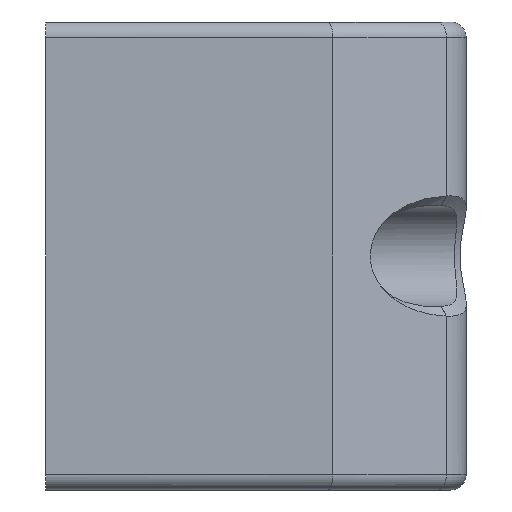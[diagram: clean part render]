
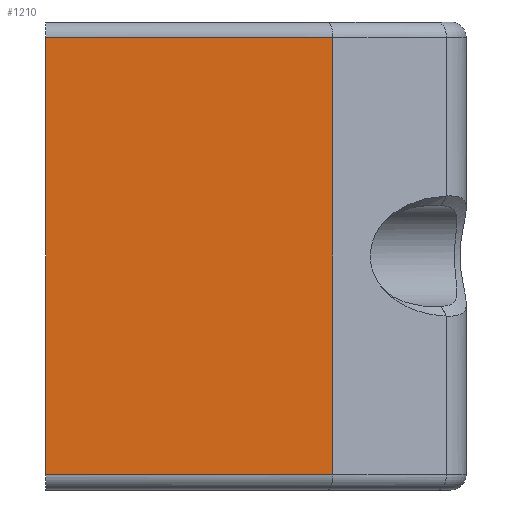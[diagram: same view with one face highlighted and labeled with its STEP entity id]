
A CAD part, front view. The second image highlights one B-rep face of the part: STEP entity #1210.
In plain terms, the highlighted planar face has unit normal (0, -1, 0).
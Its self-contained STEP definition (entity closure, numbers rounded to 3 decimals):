
#49=PLANE('',#1325);
#194=FACE_OUTER_BOUND('',#272,.T.);
#272=EDGE_LOOP('',(#1051,#1052,#1053,#1054));
#339=LINE('',#2302,#435);
#367=LINE('',#2461,#463);
#401=LINE('',#2563,#497);
#406=LINE('',#2581,#502);
#435=VECTOR('',#1389,10.);
#463=VECTOR('',#1471,10.);
#497=VECTOR('',#1583,10.);
#502=VECTOR('',#1606,10.);
#545=VERTEX_POINT('',#2299);
#546=VERTEX_POINT('',#2301);
#577=VERTEX_POINT('',#2458);
#578=VERTEX_POINT('',#2460);
#664=EDGE_CURVE('',#545,#546,#339,.T.);
#709=EDGE_CURVE('',#578,#577,#367,.T.);
#761=EDGE_CURVE('',#546,#577,#401,.T.);
#771=EDGE_CURVE('',#578,#545,#406,.T.);
#1051=ORIENTED_EDGE('',*,*,#761,.F.);
#1052=ORIENTED_EDGE('',*,*,#664,.F.);
#1053=ORIENTED_EDGE('',*,*,#771,.F.);
#1054=ORIENTED_EDGE('',*,*,#709,.T.);
#1210=ADVANCED_FACE('',(#194),#49,.T.);
#1325=AXIS2_PLACEMENT_3D('',#2580,#1604,#1605);
#1389=DIRECTION('',(0.,0.,-1.));
#1471=DIRECTION('',(0.,0.,-1.));
#1583=DIRECTION('',(-1.,0.,0.));
#1604=DIRECTION('center_axis',(0.,-1.,0.));
#1605=DIRECTION('ref_axis',(-1.,0.,0.));
#1606=DIRECTION('',(1.,0.,0.));
#2299=CARTESIAN_POINT('',(0.,-41.,-1.));
#2301=CARTESIAN_POINT('',(0.,-41.,-29.));
#2302=CARTESIAN_POINT('',(0.,-41.,0.));
#2458=CARTESIAN_POINT('',(-18.4,-41.,-29.));
#2460=CARTESIAN_POINT('',(-18.4,-41.,-1.));
#2461=CARTESIAN_POINT('',(-18.4,-41.,0.));
#2563=CARTESIAN_POINT('',(-16.15,-41.,-29.));
#2580=CARTESIAN_POINT('Origin',(-15.4,-41.,0.));
#2581=CARTESIAN_POINT('',(-16.15,-41.,-1.));
